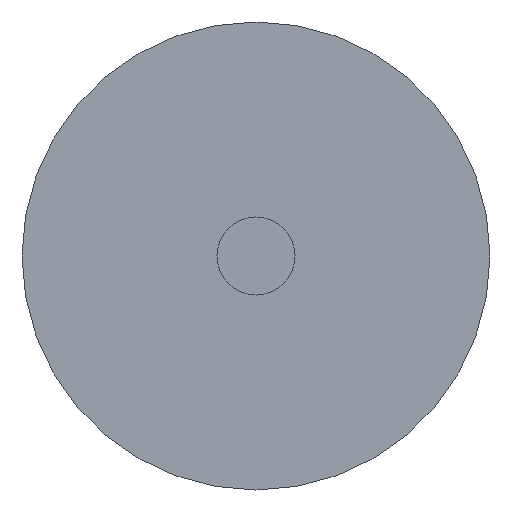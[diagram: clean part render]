
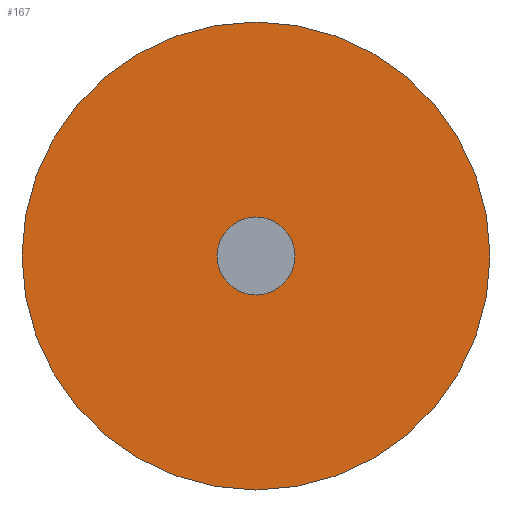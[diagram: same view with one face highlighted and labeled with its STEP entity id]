
A CAD part, front view. The second image highlights one B-rep face of the part: STEP entity #167.
In plain terms, the highlighted planar face has unit normal (0, -1, 0).
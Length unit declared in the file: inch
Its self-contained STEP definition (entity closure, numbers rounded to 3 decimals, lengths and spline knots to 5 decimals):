
#23=FACE_BOUND('',#50,.T.);
#36=FACE_OUTER_BOUND('',#49,.T.);
#49=EDGE_LOOP('',(#123));
#50=EDGE_LOOP('',(#124));
#64=CIRCLE('',#203,0.09843);
#65=CIRCLE('',#205,0.59055);
#83=VERTEX_POINT('',#306);
#84=VERTEX_POINT('',#310);
#98=EDGE_CURVE('',#83,#83,#64,.T.);
#99=EDGE_CURVE('',#84,#84,#65,.T.);
#123=ORIENTED_EDGE('',*,*,#99,.F.);
#124=ORIENTED_EDGE('',*,*,#98,.T.);
#163=PLANE('',#204);
#167=ADVANCED_FACE('',(#36,#23),#163,.T.);
#203=AXIS2_PLACEMENT_3D('',#308,#241,#242);
#204=AXIS2_PLACEMENT_3D('',#309,#243,#244);
#205=AXIS2_PLACEMENT_3D('',#311,#245,#246);
#241=DIRECTION('center_axis',(0.,1.,0.));
#242=DIRECTION('ref_axis',(1.,0.,0.));
#243=DIRECTION('center_axis',(0.,-1.,0.));
#244=DIRECTION('ref_axis',(0.,0.,-1.));
#245=DIRECTION('center_axis',(0.,1.,0.));
#246=DIRECTION('ref_axis',(1.,0.,0.));
#306=CARTESIAN_POINT('',(0.,0.00019,-0.09843));
#308=CARTESIAN_POINT('Origin',(0.,0.00019,0.));
#309=CARTESIAN_POINT('Origin',(0.,0.00019,0.59055));
#310=CARTESIAN_POINT('',(0.,0.00019,-0.59055));
#311=CARTESIAN_POINT('Origin',(0.,0.00019,0.));
